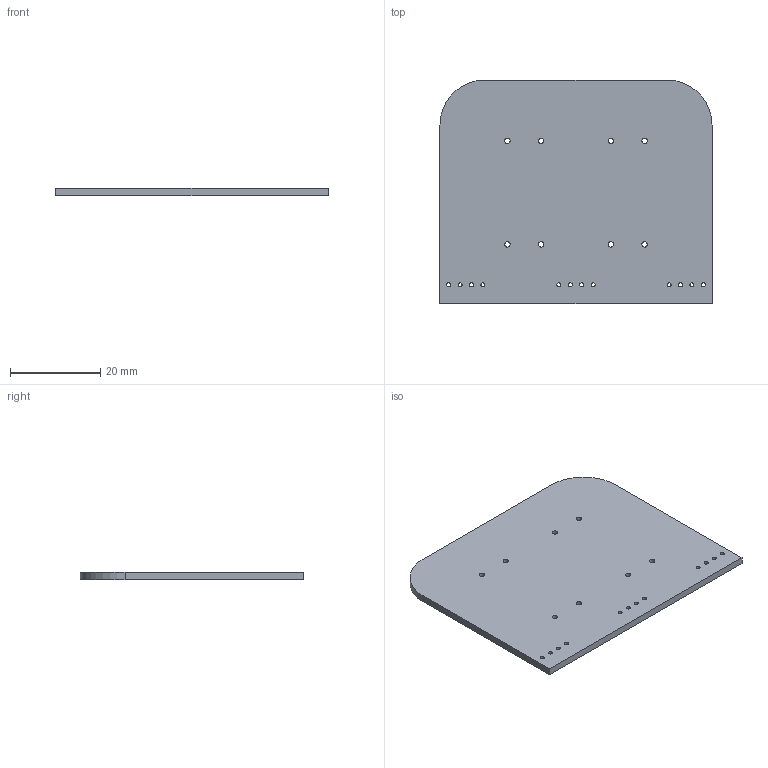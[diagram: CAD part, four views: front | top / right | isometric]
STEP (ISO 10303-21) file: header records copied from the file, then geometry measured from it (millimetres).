
FILE_DESCRIPTION(('KiCad electronic assembly'),'2;1');
FILE_NAME('4XLTO1865V01A.step','2022-07-22T13:31:46',('Pcbnew'),('Kicad' ),'Open CASCADE STEP processor 7.5','KiCad to STEP converter', 'Unknown');
FILE_SCHEMA(('AUTOMOTIVE_DESIGN { 1 0 10303 214 1 1 1 1 }'));
Length unit declared in the file: millimetre
Products named in the file (2): 4XLTO1865V01A 1; 4XLTO1865V01A PCB
Assembly tree (1 placements, depth 2):
  4XLTO1865V01A 1
    4XLTO1865V01A PCB
Bounding box: 60.45 x 49.75 x 1.6 mm (x, y, z)
Volume: 4716.5 mm3; surface area: 6336.4 mm2
Topology: 1 solids, 1 shells, 28 faces, 78 edges, 52 vertices
Faces by surface type: cylinder 22, plane 6
Full cylindrical faces by diameter (mm): 0.889 x12, 1.2 x8
Entity records: 2199 total; most frequent: CARTESIAN_POINT 580, DIRECTION 294, ORIENTED_EDGE 156, PCURVE 156, DEFINITIONAL_REPRESENTATION 156, LINE 146, VECTOR 146, EDGE_CURVE 78
